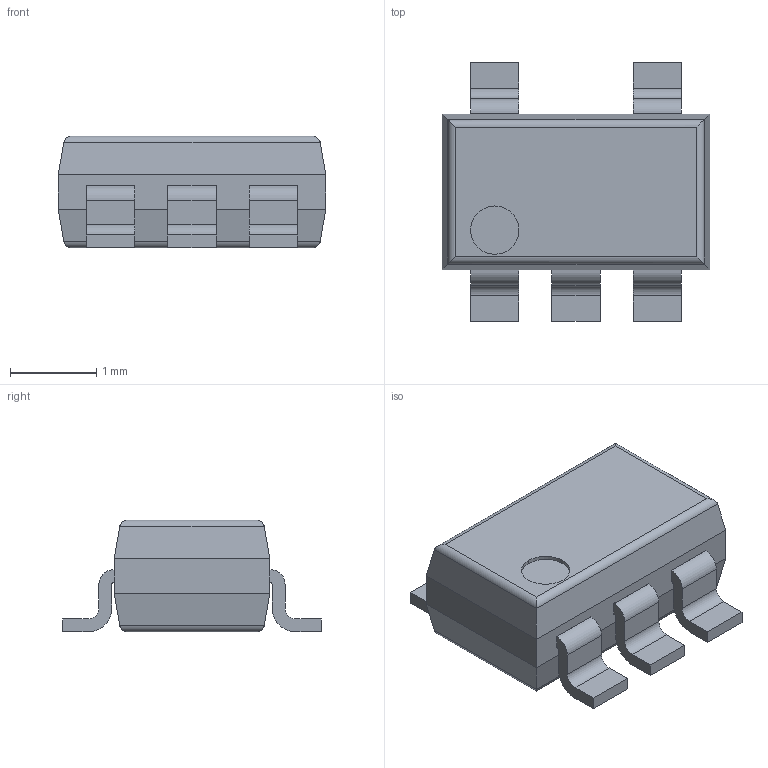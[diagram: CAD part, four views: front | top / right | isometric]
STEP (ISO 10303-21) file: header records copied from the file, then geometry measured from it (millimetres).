
FILE_DESCRIPTION (( 'STEP AP214' ), '1' );
FILE_NAME ('SOT23-5.STEP', '2023-07-17T15:38:29', ( '' ), ( '' ), 'SwSTEP 2.0', 'SolidWorks 2023', '' );
FILE_SCHEMA (( 'AUTOMOTIVE_DESIGN' ));
Length unit declared in the file: millimetre
Products named in the file (1): SOT23-5
Bounding box: 3.1 x 3 x 1.3 mm (x, y, z)
Volume: 7.3 mm3; surface area: 30.1 mm2
Topology: 6 solids, 6 shells, 95 faces, 230 edges, 148 vertices
Faces by surface type: plane 65, cylinder 30
Entity records: 3961 total; most frequent: CARTESIAN_POINT 670, ORIENTED_EDGE 460, DIRECTION 422, EDGE_CURVE 230, VERTEX_POINT 148, LINE 142, VECTOR 142, AXIS2_PLACEMENT_3D 140
